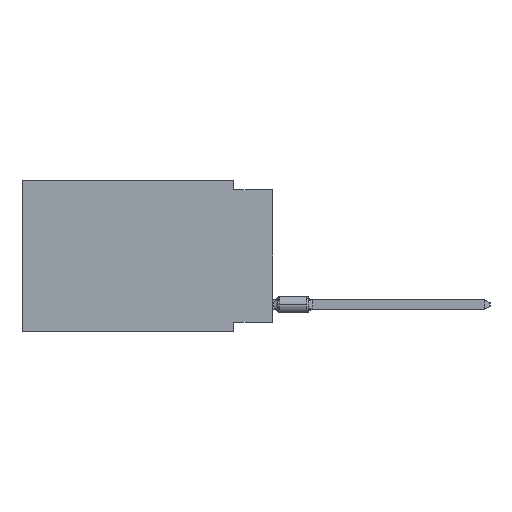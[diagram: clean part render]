
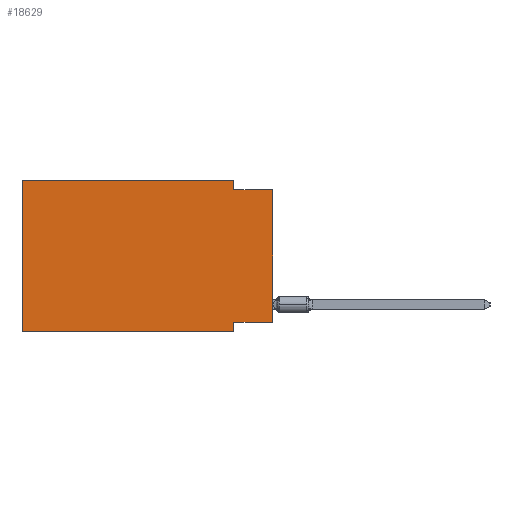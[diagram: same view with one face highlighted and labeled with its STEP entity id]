
A CAD part, left-side view. The second image highlights one B-rep face of the part: STEP entity #18629.
In plain terms, the highlighted planar face has unit normal (-1, 0, 0).
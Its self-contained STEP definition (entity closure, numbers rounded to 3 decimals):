
#811 = LINE ( 'NONE', #48926, #22070 ) ;
#1130 = VECTOR ( 'NONE', #34507, 1000. ) ;
#2089 = CARTESIAN_POINT ( 'NONE',  ( 0., 2.54, 0. ) ) ;
#2348 = LINE ( 'NONE', #49409, #49621 ) ;
#3417 = ORIENTED_EDGE ( 'NONE', *, *, #29941, .F. ) ;
#3736 = VECTOR ( 'NONE', #35066, 1000. ) ;
#4131 = EDGE_CURVE ( 'NONE', #8203, #9846, #32724, .T. ) ;
#6365 = VERTEX_POINT ( 'NONE', #2089 ) ;
#8203 = VERTEX_POINT ( 'NONE', #49104 ) ;
#8750 = ORIENTED_EDGE ( 'NONE', *, *, #26841, .T. ) ;
#8913 = ORIENTED_EDGE ( 'NONE', *, *, #20730, .F. ) ;
#8985 = EDGE_LOOP ( 'NONE', ( #8750, #44007, #3417, #11148, #43569, #49278, #8913, #19512 ) ) ;
#9238 = AXIS2_PLACEMENT_3D ( 'NONE', #11724, #43286, #38912 ) ;
#9846 = VERTEX_POINT ( 'NONE', #49134 ) ;
#10195 = LINE ( 'NONE', #33745, #1130 ) ;
#11148 = ORIENTED_EDGE ( 'NONE', *, *, #31640, .F. ) ;
#11724 = CARTESIAN_POINT ( 'NONE',  ( 0., 16.383, 0. ) ) ;
#12929 = VERTEX_POINT ( 'NONE', #27416 ) ;
#13495 = DIRECTION ( 'NONE',  ( 0., 1., 0. ) ) ;
#13816 = CARTESIAN_POINT ( 'NONE',  ( 0., 2.54, 0. ) ) ;
#15150 = DIRECTION ( 'NONE',  ( 0., -1., 0. ) ) ;
#15628 = FACE_OUTER_BOUND ( 'NONE', #8985, .T. ) ;
#16893 = DIRECTION ( 'NONE',  ( 0., 0., -1. ) ) ;
#17912 = CARTESIAN_POINT ( 'NONE',  ( 0., 2.54, -0.635 ) ) ;
#18629 = ADVANCED_FACE ( 'NONE', ( #15628 ), #19528, .F. ) ;
#19035 = LINE ( 'NONE', #50531, #50966 ) ;
#19512 = ORIENTED_EDGE ( 'NONE', *, *, #24125, .F. ) ;
#19528 = PLANE ( 'NONE',  #9238 ) ;
#19806 = LINE ( 'NONE', #51037, #3736 ) ;
#20730 = EDGE_CURVE ( 'NONE', #22832, #29973, #811, .T. ) ;
#21160 = VERTEX_POINT ( 'NONE', #25100 ) ;
#22027 = CARTESIAN_POINT ( 'NONE',  ( 0., 16.383, -9.906 ) ) ;
#22070 = VECTOR ( 'NONE', #16893, 1000. ) ;
#22832 = VERTEX_POINT ( 'NONE', #45690 ) ;
#24090 = VERTEX_POINT ( 'NONE', #17912 ) ;
#24125 = EDGE_CURVE ( 'NONE', #12929, #22832, #2348, .T. ) ;
#25100 = CARTESIAN_POINT ( 'NONE',  ( 0., 0., -0.635 ) ) ;
#25850 = VECTOR ( 'NONE', #47050, 1000. ) ;
#26688 = CARTESIAN_POINT ( 'NONE',  ( 0., 2.54, -9.906 ) ) ;
#26841 = EDGE_CURVE ( 'NONE', #12929, #21160, #10195, .T. ) ;
#27416 = CARTESIAN_POINT ( 'NONE',  ( 0., 0., -9.271 ) ) ;
#29941 = EDGE_CURVE ( 'NONE', #6365, #24090, #33478, .T. ) ;
#29973 = VERTEX_POINT ( 'NONE', #26688 ) ;
#31640 = EDGE_CURVE ( 'NONE', #9846, #6365, #19806, .T. ) ;
#32724 = LINE ( 'NONE', #48473, #42052 ) ;
#33478 = LINE ( 'NONE', #13816, #25850 ) ;
#33745 = CARTESIAN_POINT ( 'NONE',  ( 0., 0., 0. ) ) ;
#33776 = EDGE_CURVE ( 'NONE', #8203, #29973, #44766, .T. ) ;
#34507 = DIRECTION ( 'NONE',  ( 0., 0., 1. ) ) ;
#35066 = DIRECTION ( 'NONE',  ( 0., -1., 0. ) ) ;
#36093 = DIRECTION ( 'NONE',  ( 0., 0., 1. ) ) ;
#37787 = DIRECTION ( 'NONE',  ( 0., -1., 0. ) ) ;
#38912 = DIRECTION ( 'NONE',  ( 0., 0., -1. ) ) ;
#42052 = VECTOR ( 'NONE', #36093, 1000. ) ;
#42782 = VECTOR ( 'NONE', #37787, 1000. ) ;
#43286 = DIRECTION ( 'NONE',  ( 1., 0., 0. ) ) ;
#43569 = ORIENTED_EDGE ( 'NONE', *, *, #4131, .F. ) ;
#44007 = ORIENTED_EDGE ( 'NONE', *, *, #44818, .F. ) ;
#44766 = LINE ( 'NONE', #22027, #42782 ) ;
#44818 = EDGE_CURVE ( 'NONE', #24090, #21160, #19035, .T. ) ;
#45690 = CARTESIAN_POINT ( 'NONE',  ( 0., 2.54, -9.271 ) ) ;
#47050 = DIRECTION ( 'NONE',  ( 0., 0., -1. ) ) ;
#48473 = CARTESIAN_POINT ( 'NONE',  ( 0., 16.383, 0. ) ) ;
#48926 = CARTESIAN_POINT ( 'NONE',  ( 0., 2.54, -9.906 ) ) ;
#49104 = CARTESIAN_POINT ( 'NONE',  ( 0., 16.383, -9.906 ) ) ;
#49134 = CARTESIAN_POINT ( 'NONE',  ( 0., 16.383, 0. ) ) ;
#49278 = ORIENTED_EDGE ( 'NONE', *, *, #33776, .T. ) ;
#49409 = CARTESIAN_POINT ( 'NONE',  ( 0., 0., -9.271 ) ) ;
#49621 = VECTOR ( 'NONE', #13495, 1000. ) ;
#50531 = CARTESIAN_POINT ( 'NONE',  ( 0., 0., -0.635 ) ) ;
#50966 = VECTOR ( 'NONE', #15150, 1000. ) ;
#51037 = CARTESIAN_POINT ( 'NONE',  ( 0., 16.383, 0. ) ) ;
